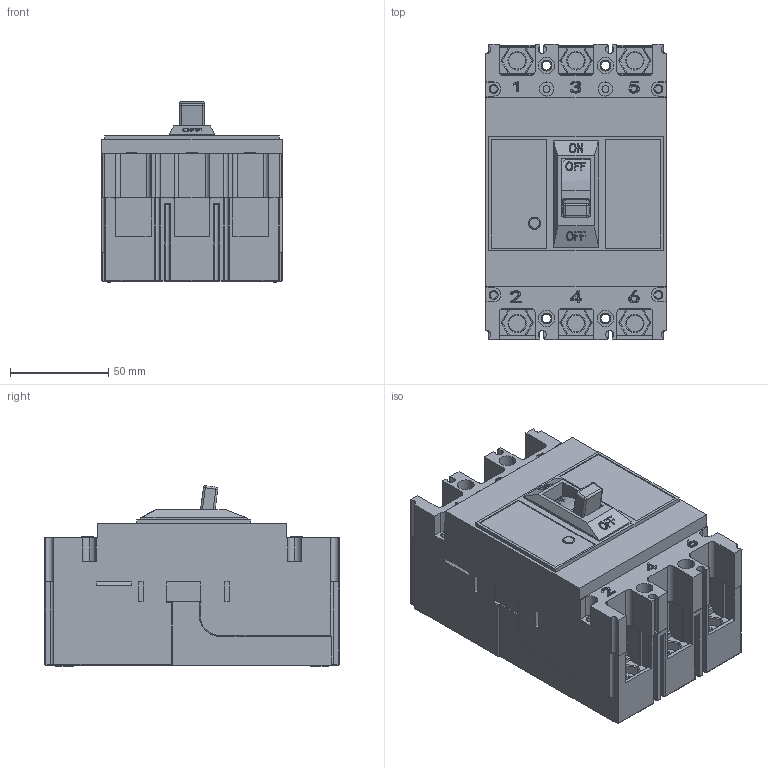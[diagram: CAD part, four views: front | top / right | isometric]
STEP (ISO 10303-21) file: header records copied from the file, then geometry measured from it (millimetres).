
FILE_DESCRIPTION (( 'STEP AP214' ), '1' );
FILE_NAME ('Âûêë. àâò. ÂÀ66-33 3Ð 125À 20êÀ GENERICA.STEP', '2020-12-08T13:00:17', ( '' ), ( '' ), 'SwSTEP 2.0', 'SolidWorks 2017', '' );
FILE_SCHEMA (( 'AUTOMOTIVE_DESIGN' ));
Length unit declared in the file: millimetre
Products named in the file (1): Âûêë. àâò. ÂÀ66-33 3Ð 125À 20êÀ GENERICA
Bounding box: 92 x 150.5 x 92.01 mm (x, y, z)
Volume: 846899.1 mm3; surface area: 97400 mm2
Topology: 1 solids, 1 shells, 1369 faces, 3429 edges, 2102 vertices
Faces by surface type: plane 553, cylinder 464, torus 153, bspline 147, sphere 52
Entity records: 45288 total; most frequent: CARTESIAN_POINT 13492, ORIENTED_EDGE 6798, DIRECTION 6370, EDGE_CURVE 3399, AXIS2_PLACEMENT_3D 2245, VERTEX_POINT 2102, LINE 1880, VECTOR 1880
